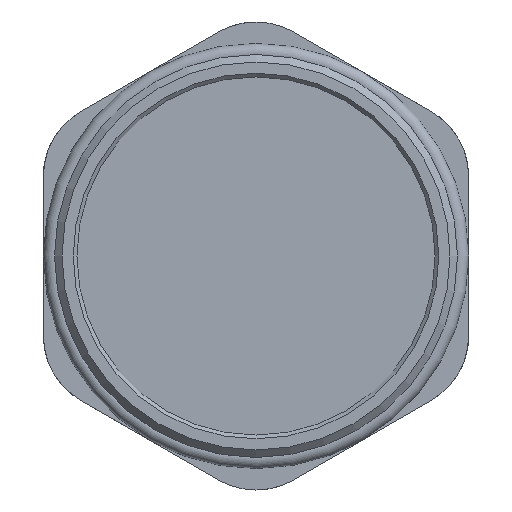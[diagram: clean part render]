
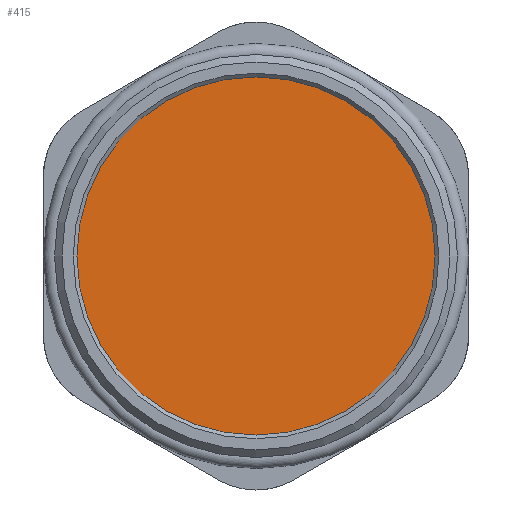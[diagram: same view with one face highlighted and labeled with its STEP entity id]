
A CAD part, front view. The second image highlights one B-rep face of the part: STEP entity #415.
In plain terms, the highlighted planar face has unit normal (0, -1, 0).
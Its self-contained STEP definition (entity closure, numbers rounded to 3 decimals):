
#53=FACE_OUTER_BOUND('',#81,.T.);
#81=EDGE_LOOP('',(#291));
#159=CIRCLE('',#473,24.);
#188=VERTEX_POINT('',#667);
#228=EDGE_CURVE('',#188,#188,#159,.T.);
#291=ORIENTED_EDGE('',*,*,#228,.F.);
#405=PLANE('',#472);
#415=ADVANCED_FACE('',(#53),#405,.F.);
#472=AXIS2_PLACEMENT_3D('',#666,#538,#539);
#473=AXIS2_PLACEMENT_3D('',#668,#540,#541);
#538=DIRECTION('center_axis',(0.,1.,0.));
#539=DIRECTION('ref_axis',(0.,0.,1.));
#540=DIRECTION('center_axis',(0.,1.,0.));
#541=DIRECTION('ref_axis',(1.,0.,0.));
#666=CARTESIAN_POINT('Origin',(-6.028,6.272,0.));
#667=CARTESIAN_POINT('',(-30.028,6.272,0.));
#668=CARTESIAN_POINT('Origin',(-6.028,6.272,0.));
